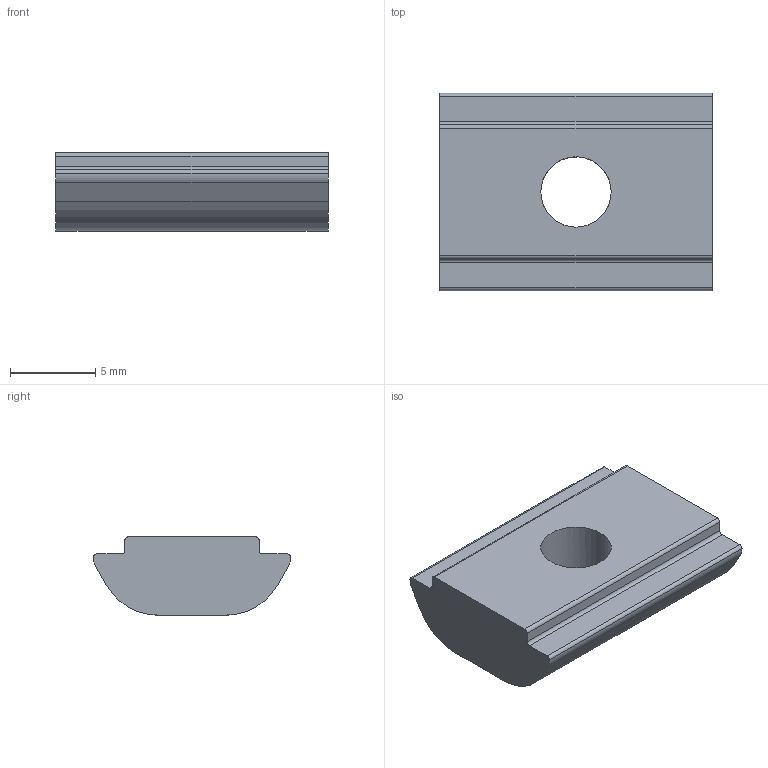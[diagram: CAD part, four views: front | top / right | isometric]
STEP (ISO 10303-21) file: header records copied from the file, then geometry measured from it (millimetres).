
FILE_DESCRIPTION(/* description */ ('STEP AP214'),/* implementation_level */ '2;1');
FILE_NAME(/* name */ '096315',/* time_stamp */ '2022-09-01T14:42:48+02:00',/* author */ ('License CC BY-ND 4.0'),/* organization */ ('CADENAS'),/* preprocessor_version */ 'ST-DEVELOPER v18.102',/* originating_system */ 'PARTsolutions',/* authorisation */ ' ');
FILE_SCHEMA (('AUTOMOTIVE_DESIGN {1 0 10303 214 3 1 1}'));
Length unit declared in the file: millimetre
Products named in the file (1): 096315
Bounding box: 16 x 11.6 x 4.6 mm (x, y, z)
Volume: 622.5 mm3; surface area: 574.2 mm2
Topology: 1 solids, 1 shells, 22 faces, 63 edges, 42 vertices
Faces by surface type: cylinder 11, plane 11
Full cylindrical faces by diameter (mm): 4.134 x1
Entity records: 752 total; most frequent: CARTESIAN_POINT 131, DIRECTION 128, ORIENTED_EDGE 122, EDGE_CURVE 61, AXIS2_PLACEMENT_3D 46, VERTEX_POINT 41, LINE 36, VECTOR 36
